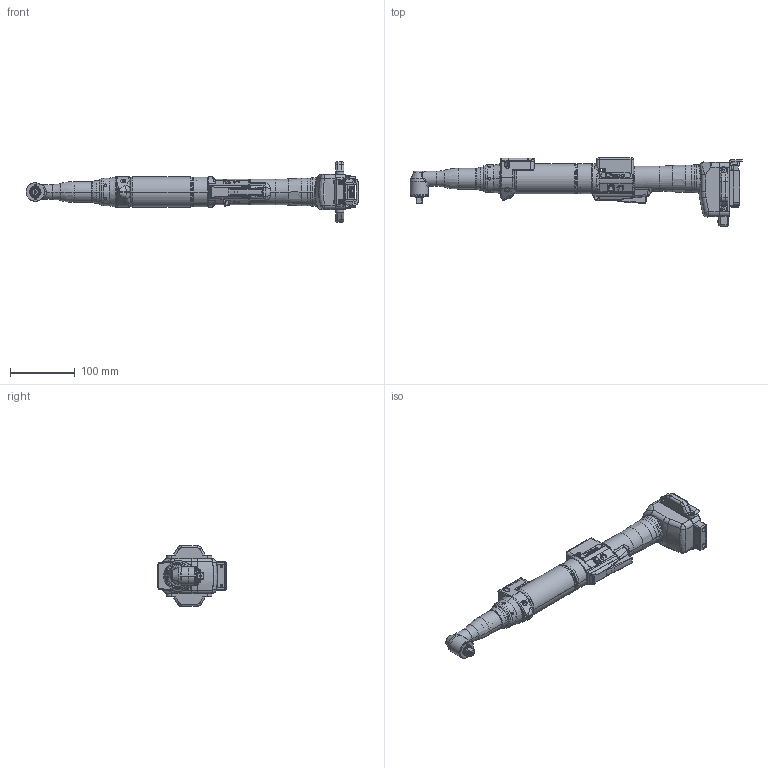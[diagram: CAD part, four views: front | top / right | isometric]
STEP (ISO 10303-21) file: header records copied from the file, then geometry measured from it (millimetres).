
FILE_DESCRIPTION((''),'2;1');
FILE_NAME('47BAYPB28P3_SW0001','2015-11-11T',('J380X'),(''),'PRO/ENGINEER BY PARAMETRIC TECHNOLOGY CORPORATION, 2010140','PRO/ENGINEER BY PARAMETRIC TECHNOLOGY CORPORATION, 2010140','');
FILE_SCHEMA(('CONFIG_CONTROL_DESIGN'));
Products named in the file (1): 47BAYPB28P3_SW0001
Bounding box: 512 x 104.95 x 93.5 mm (x, y, z)
Volume: 242261 mm3; surface area: 237460 mm2
Topology: 10 solids, 11 shells, 6937 faces, 18983 edges, 12289 vertices
Faces by surface type: plane 5055, cylinder 1123, bspline 288, cone 187, torus 185, sphere 93, extrusion 6
Entity records: 252575 total; most frequent: CARTESIAN_POINT 78685, ORIENTED_EDGE 37942, DIRECTION 33373, EDGE_CURVE 18971, VECTOR 14629, LINE 14623, VERTEX_POINT 12289, AXIS2_PLACEMENT_3D 9372
